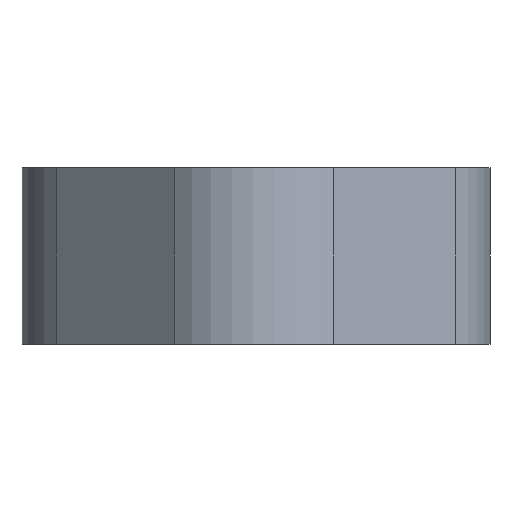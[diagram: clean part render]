
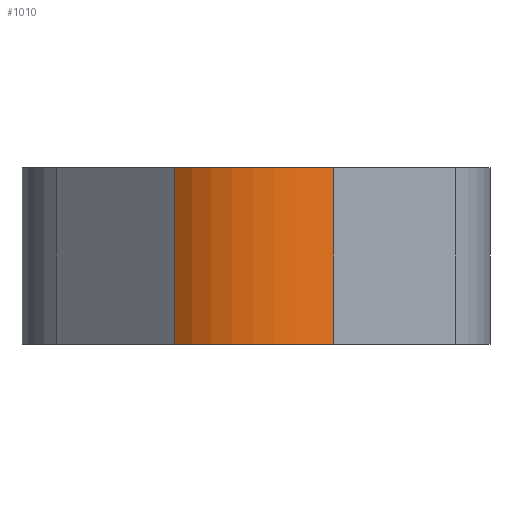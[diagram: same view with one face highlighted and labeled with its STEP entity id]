
A CAD part, left-side view. The second image highlights one B-rep face of the part: STEP entity #1010.
In plain terms, the highlighted cylindrical face has radius 1.063 mm (diameter 2.126 mm), a partial arc.
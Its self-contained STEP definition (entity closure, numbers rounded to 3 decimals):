
#233 = VERTEX_POINT('',#234);
#234 = CARTESIAN_POINT('',(146.6,-98.995,0.));
#240 = EDGE_CURVE('',#241,#233,#243,.T.);
#241 = VERTEX_POINT('',#242);
#242 = CARTESIAN_POINT('',(146.57,-100.359,0.));
#243 = CIRCLE('',#244,1.063);
#244 = AXIS2_PLACEMENT_3D('',#245,#246,#247);
#245 = CARTESIAN_POINT('',(147.4,-99.695,0.));
#246 = DIRECTION('',(0.,0.,-1.));
#247 = DIRECTION('',(-0.781,-0.625,-0.));
#575 = VERTEX_POINT('',#576);
#576 = CARTESIAN_POINT('',(146.6,-98.995,1.51));
#582 = EDGE_CURVE('',#583,#575,#585,.T.);
#583 = VERTEX_POINT('',#584);
#584 = CARTESIAN_POINT('',(146.57,-100.359,1.51));
#585 = CIRCLE('',#586,1.063);
#586 = AXIS2_PLACEMENT_3D('',#587,#588,#589);
#587 = CARTESIAN_POINT('',(147.4,-99.695,1.51));
#588 = DIRECTION('',(0.,0.,-1.));
#589 = DIRECTION('',(-0.781,-0.625,-0.));
#999 = EDGE_CURVE('',#241,#583,#1000,.T.);
#1000 = LINE('',#1001,#1002);
#1001 = CARTESIAN_POINT('',(146.57,-100.359,0.));
#1002 = VECTOR('',#1003,1.);
#1003 = DIRECTION('',(0.,0.,1.));
#1010 = ADVANCED_FACE('',(#1011),#1022,.T.);
#1011 = FACE_BOUND('',#1012,.T.);
#1012 = EDGE_LOOP('',(#1013,#1014,#1015,#1021));
#1013 = ORIENTED_EDGE('',*,*,#999,.T.);
#1014 = ORIENTED_EDGE('',*,*,#582,.T.);
#1015 = ORIENTED_EDGE('',*,*,#1016,.F.);
#1016 = EDGE_CURVE('',#233,#575,#1017,.T.);
#1017 = LINE('',#1018,#1019);
#1018 = CARTESIAN_POINT('',(146.6,-98.995,0.));
#1019 = VECTOR('',#1020,1.);
#1020 = DIRECTION('',(0.,0.,1.));
#1021 = ORIENTED_EDGE('',*,*,#240,.F.);
#1022 = CYLINDRICAL_SURFACE('',#1023,1.063);
#1023 = AXIS2_PLACEMENT_3D('',#1024,#1025,#1026);
#1024 = CARTESIAN_POINT('',(147.4,-99.695,0.));
#1025 = DIRECTION('',(0.,0.,-1.));
#1026 = DIRECTION('',(-0.781,-0.625,-0.));
